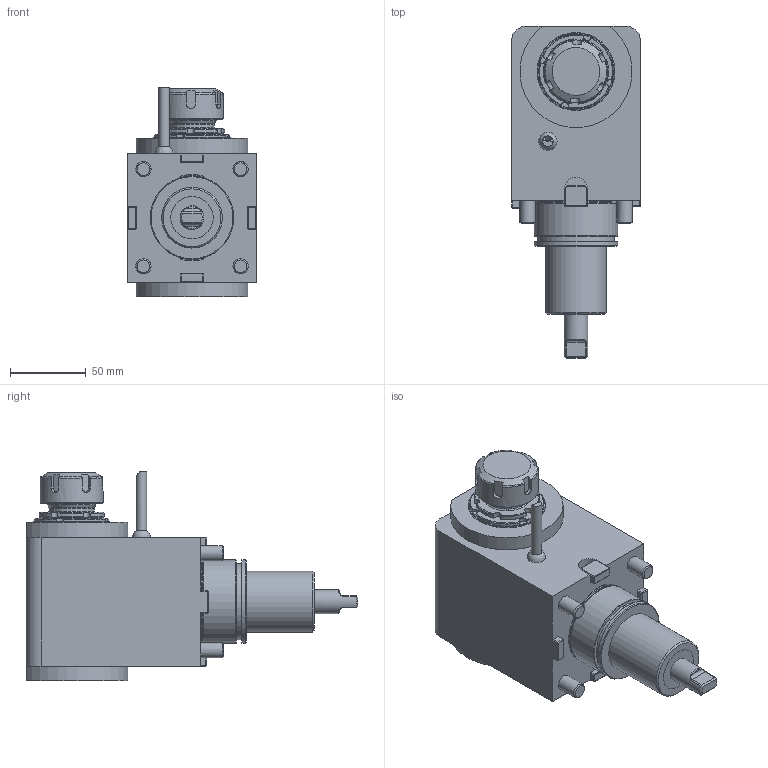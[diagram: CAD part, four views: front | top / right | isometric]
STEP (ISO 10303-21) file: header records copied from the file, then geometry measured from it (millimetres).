
FILE_DESCRIPTION (( 'STEP AP214' ), '1' );
FILE_NAME ('RRPPR25431UT55.STEP', '2022-10-17T06:19:48', ( '' ), ( '' ), 'SwSTEP 2.0', 'SolidWorks 2016', '' );
FILE_SCHEMA (( 'AUTOMOTIVE_DESIGN' ));
Length unit declared in the file: millimetre
Products named in the file (1): RRPPR25431UT55
Bounding box: 85 x 218.7 x 138.28 mm (x, y, z)
Volume: 1084565.4 mm3; surface area: 80732.3 mm2
Topology: 1 solids, 1 shells, 591 faces, 1580 edges, 1038 vertices
Faces by surface type: plane 376, bspline 83, cylinder 78, cone 42, torus 11, sphere 1
Full cylindrical faces by diameter (mm): 2.55 x1, 3.15 x1, 4 x1, 7 x1, 9.55 x1, 10 x4, 15.7 x1, 29.6 x1, 32 x1, 40 x1, 41.5 x1, 49 x1, 50.2 x1, 54.6 x1, 55 x2
Entity records: 25221 total; most frequent: CARTESIAN_POINT 9143, ORIENTED_EDGE 3054, DIRECTION 2434, EDGE_CURVE 1527, VERTEX_POINT 1023, LINE 1012, VECTOR 1012, AXIS2_PLACEMENT_3D 711
